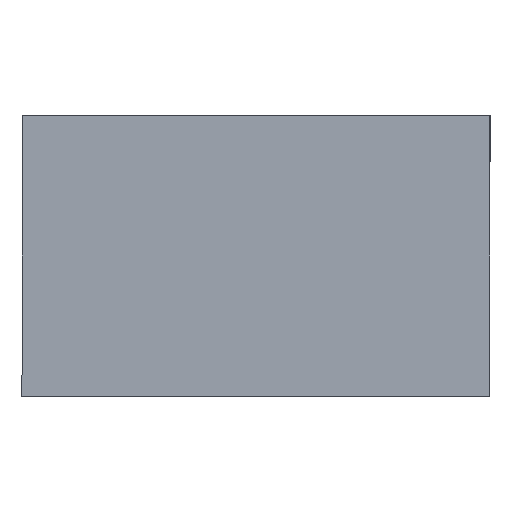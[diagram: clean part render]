
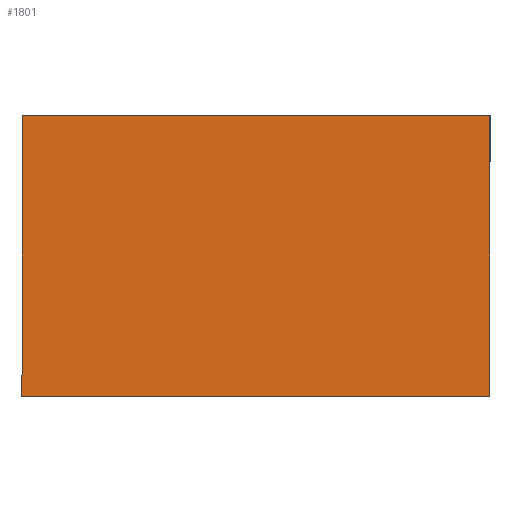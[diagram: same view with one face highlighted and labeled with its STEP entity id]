
A CAD part, left-side view. The second image highlights one B-rep face of the part: STEP entity #1801.
In plain terms, the highlighted planar face has unit normal (-1, 0, 0).
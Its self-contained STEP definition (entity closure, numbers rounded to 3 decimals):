
#90 = ORIENTED_EDGE ( 'NONE', *, *, #2933, .T. ) ;
#138 = ORIENTED_EDGE ( 'NONE', *, *, #704, .T. ) ;
#140 = EDGE_LOOP ( 'NONE', ( #2448, #2497, #90, #138 ) ) ;
#157 = CARTESIAN_POINT ( 'NONE',  ( 2.5, 25.1, -4.5 ) ) ;
#279 = CARTESIAN_POINT ( 'NONE',  ( 2.5, 15.1, -4.5 ) ) ;
#329 = VERTEX_POINT ( 'NONE', #3110 ) ;
#428 = CARTESIAN_POINT ( 'NONE',  ( 2.5, 15.1, -10.5 ) ) ;
#435 = LINE ( 'NONE', #279, #3035 ) ;
#538 = DIRECTION ( 'NONE',  ( 0., 0., -1. ) ) ;
#635 = VECTOR ( 'NONE', #954, 1000. ) ;
#704 = EDGE_CURVE ( 'NONE', #1896, #329, #914, .T. ) ;
#914 = LINE ( 'NONE', #2459, #1640 ) ;
#919 = CARTESIAN_POINT ( 'NONE',  ( 2.5, 15.1, -4.5 ) ) ;
#954 = DIRECTION ( 'NONE',  ( 0., 1., 0. ) ) ;
#1002 = CARTESIAN_POINT ( 'NONE',  ( 2.5, 25.1, -4.5 ) ) ;
#1176 = DIRECTION ( 'NONE',  ( 0., 0., 1. ) ) ;
#1180 = DIRECTION ( 'NONE',  ( -1., 0., 0. ) ) ;
#1184 = PLANE ( 'NONE',  #2442 ) ;
#1187 = CARTESIAN_POINT ( 'NONE',  ( 2.5, 25.1, -4.5 ) ) ;
#1189 = VECTOR ( 'NONE', #2325, 1000. ) ;
#1240 = CARTESIAN_POINT ( 'NONE',  ( 2.5, 25.1, -10.5 ) ) ;
#1640 = VECTOR ( 'NONE', #2468, 1000. ) ;
#1801 = ADVANCED_FACE ( 'NONE', ( #2376 ), #1184, .T. ) ;
#1896 = VERTEX_POINT ( 'NONE', #1002 ) ;
#1925 = LINE ( 'NONE', #157, #1189 ) ;
#1951 = VERTEX_POINT ( 'NONE', #919 ) ;
#2325 = DIRECTION ( 'NONE',  ( 0., 1., 0. ) ) ;
#2376 = FACE_OUTER_BOUND ( 'NONE', #140, .T. ) ;
#2442 = AXIS2_PLACEMENT_3D ( 'NONE', #1187, #1180, #1176 ) ;
#2448 = ORIENTED_EDGE ( 'NONE', *, *, #2916, .F. ) ;
#2459 = CARTESIAN_POINT ( 'NONE',  ( 2.5, 25.1, -4.5 ) ) ;
#2468 = DIRECTION ( 'NONE',  ( 0., 0., -1. ) ) ;
#2497 = ORIENTED_EDGE ( 'NONE', *, *, #3157, .F. ) ;
#2916 = EDGE_CURVE ( 'NONE', #2957, #329, #3278, .T. ) ;
#2933 = EDGE_CURVE ( 'NONE', #1951, #1896, #1925, .T. ) ;
#2957 = VERTEX_POINT ( 'NONE', #428 ) ;
#3035 = VECTOR ( 'NONE', #538, 1000. ) ;
#3110 = CARTESIAN_POINT ( 'NONE',  ( 2.5, 25.1, -10.5 ) ) ;
#3157 = EDGE_CURVE ( 'NONE', #1951, #2957, #435, .T. ) ;
#3278 = LINE ( 'NONE', #1240, #635 ) ;
